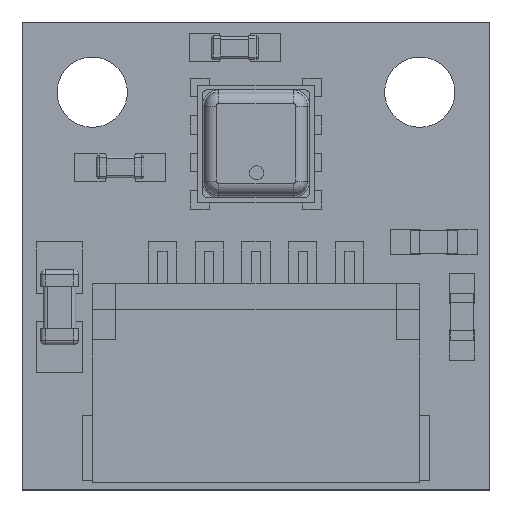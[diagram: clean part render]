
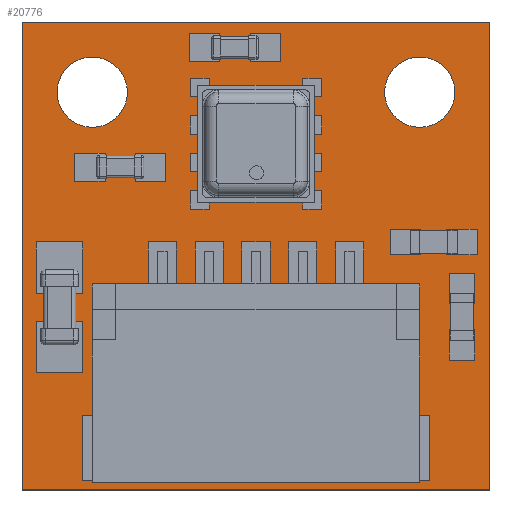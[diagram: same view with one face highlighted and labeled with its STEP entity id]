
A CAD part, top view. The second image highlights one B-rep face of the part: STEP entity #20776.
In plain terms, the highlighted planar face has unit normal (0, 0, 1).
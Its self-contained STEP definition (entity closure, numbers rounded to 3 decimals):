
#20300 = VERTEX_POINT('',#20301);
#20301 = CARTESIAN_POINT('',(15.,10.,0.6));
#20308 = PLANE('',#20309);
#20309 = AXIS2_PLACEMENT_3D('',#20310,#20311,#20312);
#20310 = CARTESIAN_POINT('',(15.,10.,0.));
#20311 = DIRECTION('',(0.,1.,0.));
#20312 = DIRECTION('',(1.,0.,0.));
#20320 = PLANE('',#20321);
#20321 = AXIS2_PLACEMENT_3D('',#20322,#20323,#20324);
#20322 = CARTESIAN_POINT('',(15.,20.,0.));
#20323 = DIRECTION('',(1.,0.,0.));
#20324 = DIRECTION('',(0.,-1.,0.));
#20332 = EDGE_CURVE('',#20300,#20333,#20335,.T.);
#20333 = VERTEX_POINT('',#20334);
#20334 = CARTESIAN_POINT('',(25.,10.,0.6));
#20335 = SURFACE_CURVE('',#20336,(#20340,#20347),.PCURVE_S1.);
#20336 = LINE('',#20337,#20338);
#20337 = CARTESIAN_POINT('',(15.,10.,0.6));
#20338 = VECTOR('',#20339,1.);
#20339 = DIRECTION('',(1.,0.,0.));
#20340 = PCURVE('',#20308,#20341);
#20341 = DEFINITIONAL_REPRESENTATION('',(#20342),#20346);
#20342 = LINE('',#20343,#20344);
#20343 = CARTESIAN_POINT('',(0.,-0.6));
#20344 = VECTOR('',#20345,1.);
#20345 = DIRECTION('',(1.,0.));
#20346 = ( GEOMETRIC_REPRESENTATION_CONTEXT(2) 
PARAMETRIC_REPRESENTATION_CONTEXT() REPRESENTATION_CONTEXT('2D SPACE',''
  ) );
#20347 = PCURVE('',#20348,#20353);
#20348 = PLANE('',#20349);
#20349 = AXIS2_PLACEMENT_3D('',#20350,#20351,#20352);
#20350 = CARTESIAN_POINT('',(20.,15.,0.6));
#20351 = DIRECTION('',(0.,0.,1.));
#20352 = DIRECTION('',(1.,0.,-0.));
#20353 = DEFINITIONAL_REPRESENTATION('',(#20354),#20358);
#20354 = LINE('',#20355,#20356);
#20355 = CARTESIAN_POINT('',(-5.,-5.));
#20356 = VECTOR('',#20357,1.);
#20357 = DIRECTION('',(1.,0.));
#20358 = ( GEOMETRIC_REPRESENTATION_CONTEXT(2) 
PARAMETRIC_REPRESENTATION_CONTEXT() REPRESENTATION_CONTEXT('2D SPACE',''
  ) );
#20376 = PLANE('',#20377);
#20377 = AXIS2_PLACEMENT_3D('',#20378,#20379,#20380);
#20378 = CARTESIAN_POINT('',(25.,10.,0.));
#20379 = DIRECTION('',(-1.,0.,0.));
#20380 = DIRECTION('',(0.,1.,0.));
#20420 = VERTEX_POINT('',#20421);
#20421 = CARTESIAN_POINT('',(15.,20.,0.6));
#20435 = PLANE('',#20436);
#20436 = AXIS2_PLACEMENT_3D('',#20437,#20438,#20439);
#20437 = CARTESIAN_POINT('',(25.,20.,0.));
#20438 = DIRECTION('',(0.,-1.,0.));
#20439 = DIRECTION('',(-1.,0.,0.));
#20447 = EDGE_CURVE('',#20420,#20300,#20448,.T.);
#20448 = SURFACE_CURVE('',#20449,(#20453,#20460),.PCURVE_S1.);
#20449 = LINE('',#20450,#20451);
#20450 = CARTESIAN_POINT('',(15.,20.,0.6));
#20451 = VECTOR('',#20452,1.);
#20452 = DIRECTION('',(0.,-1.,0.));
#20453 = PCURVE('',#20320,#20454);
#20454 = DEFINITIONAL_REPRESENTATION('',(#20455),#20459);
#20455 = LINE('',#20456,#20457);
#20456 = CARTESIAN_POINT('',(0.,-0.6));
#20457 = VECTOR('',#20458,1.);
#20458 = DIRECTION('',(1.,0.));
#20459 = ( GEOMETRIC_REPRESENTATION_CONTEXT(2) 
PARAMETRIC_REPRESENTATION_CONTEXT() REPRESENTATION_CONTEXT('2D SPACE',''
  ) );
#20460 = PCURVE('',#20348,#20461);
#20461 = DEFINITIONAL_REPRESENTATION('',(#20462),#20466);
#20462 = LINE('',#20463,#20464);
#20463 = CARTESIAN_POINT('',(-5.,5.));
#20464 = VECTOR('',#20465,1.);
#20465 = DIRECTION('',(0.,-1.));
#20466 = ( GEOMETRIC_REPRESENTATION_CONTEXT(2) 
PARAMETRIC_REPRESENTATION_CONTEXT() REPRESENTATION_CONTEXT('2D SPACE',''
  ) );
#20494 = EDGE_CURVE('',#20333,#20495,#20497,.T.);
#20495 = VERTEX_POINT('',#20496);
#20496 = CARTESIAN_POINT('',(25.,20.,0.6));
#20497 = SURFACE_CURVE('',#20498,(#20502,#20509),.PCURVE_S1.);
#20498 = LINE('',#20499,#20500);
#20499 = CARTESIAN_POINT('',(25.,10.,0.6));
#20500 = VECTOR('',#20501,1.);
#20501 = DIRECTION('',(0.,1.,0.));
#20502 = PCURVE('',#20376,#20503);
#20503 = DEFINITIONAL_REPRESENTATION('',(#20504),#20508);
#20504 = LINE('',#20505,#20506);
#20505 = CARTESIAN_POINT('',(0.,-0.6));
#20506 = VECTOR('',#20507,1.);
#20507 = DIRECTION('',(1.,0.));
#20508 = ( GEOMETRIC_REPRESENTATION_CONTEXT(2) 
PARAMETRIC_REPRESENTATION_CONTEXT() REPRESENTATION_CONTEXT('2D SPACE',''
  ) );
#20509 = PCURVE('',#20348,#20510);
#20510 = DEFINITIONAL_REPRESENTATION('',(#20511),#20515);
#20511 = LINE('',#20512,#20513);
#20512 = CARTESIAN_POINT('',(5.,-5.));
#20513 = VECTOR('',#20514,1.);
#20514 = DIRECTION('',(0.,1.));
#20515 = ( GEOMETRIC_REPRESENTATION_CONTEXT(2) 
PARAMETRIC_REPRESENTATION_CONTEXT() REPRESENTATION_CONTEXT('2D SPACE',''
  ) );
#20565 = EDGE_CURVE('',#20495,#20420,#20566,.T.);
#20566 = SURFACE_CURVE('',#20567,(#20571,#20578),.PCURVE_S1.);
#20567 = LINE('',#20568,#20569);
#20568 = CARTESIAN_POINT('',(25.,20.,0.6));
#20569 = VECTOR('',#20570,1.);
#20570 = DIRECTION('',(-1.,0.,0.));
#20571 = PCURVE('',#20435,#20572);
#20572 = DEFINITIONAL_REPRESENTATION('',(#20573),#20577);
#20573 = LINE('',#20574,#20575);
#20574 = CARTESIAN_POINT('',(0.,-0.6));
#20575 = VECTOR('',#20576,1.);
#20576 = DIRECTION('',(1.,0.));
#20577 = ( GEOMETRIC_REPRESENTATION_CONTEXT(2) 
PARAMETRIC_REPRESENTATION_CONTEXT() REPRESENTATION_CONTEXT('2D SPACE',''
  ) );
#20578 = PCURVE('',#20348,#20579);
#20579 = DEFINITIONAL_REPRESENTATION('',(#20580),#20584);
#20580 = LINE('',#20581,#20582);
#20581 = CARTESIAN_POINT('',(5.,5.));
#20582 = VECTOR('',#20583,1.);
#20583 = DIRECTION('',(-1.,0.));
#20584 = ( GEOMETRIC_REPRESENTATION_CONTEXT(2) 
PARAMETRIC_REPRESENTATION_CONTEXT() REPRESENTATION_CONTEXT('2D SPACE',''
  ) );
#20621 = CYLINDRICAL_SURFACE('',#20622,0.751);
#20622 = AXIS2_PLACEMENT_3D('',#20623,#20624,#20625);
#20623 = CARTESIAN_POINT('',(16.5,18.5,0.));
#20624 = DIRECTION('',(-0.,-0.,-1.));
#20625 = DIRECTION('',(1.,0.,0.));
#20641 = VERTEX_POINT('',#20642);
#20642 = CARTESIAN_POINT('',(17.251,18.5,0.6));
#20663 = EDGE_CURVE('',#20641,#20641,#20664,.T.);
#20664 = SURFACE_CURVE('',#20665,(#20670,#20677),.PCURVE_S1.);
#20665 = CIRCLE('',#20666,0.751);
#20666 = AXIS2_PLACEMENT_3D('',#20667,#20668,#20669);
#20667 = CARTESIAN_POINT('',(16.5,18.5,0.6));
#20668 = DIRECTION('',(0.,0.,1.));
#20669 = DIRECTION('',(1.,0.,-0.));
#20670 = PCURVE('',#20621,#20671);
#20671 = DEFINITIONAL_REPRESENTATION('',(#20672),#20676);
#20672 = LINE('',#20673,#20674);
#20673 = CARTESIAN_POINT('',(6.283,-0.6));
#20674 = VECTOR('',#20675,1.);
#20675 = DIRECTION('',(-1.,0.));
#20676 = ( GEOMETRIC_REPRESENTATION_CONTEXT(2) 
PARAMETRIC_REPRESENTATION_CONTEXT() REPRESENTATION_CONTEXT('2D SPACE',''
  ) );
#20677 = PCURVE('',#20348,#20678);
#20678 = DEFINITIONAL_REPRESENTATION('',(#20679),#20683);
#20679 = CIRCLE('',#20680,0.751);
#20680 = AXIS2_PLACEMENT_2D('',#20681,#20682);
#20681 = CARTESIAN_POINT('',(-3.5,3.5));
#20682 = DIRECTION('',(1.,0.));
#20683 = ( GEOMETRIC_REPRESENTATION_CONTEXT(2) 
PARAMETRIC_REPRESENTATION_CONTEXT() REPRESENTATION_CONTEXT('2D SPACE',''
  ) );
#20699 = CYLINDRICAL_SURFACE('',#20700,0.751);
#20700 = AXIS2_PLACEMENT_3D('',#20701,#20702,#20703);
#20701 = CARTESIAN_POINT('',(23.5,18.5,0.));
#20702 = DIRECTION('',(-0.,-0.,-1.));
#20703 = DIRECTION('',(1.,0.,0.));
#20719 = VERTEX_POINT('',#20720);
#20720 = CARTESIAN_POINT('',(24.251,18.5,0.6));
#20741 = EDGE_CURVE('',#20719,#20719,#20742,.T.);
#20742 = SURFACE_CURVE('',#20743,(#20748,#20755),.PCURVE_S1.);
#20743 = CIRCLE('',#20744,0.751);
#20744 = AXIS2_PLACEMENT_3D('',#20745,#20746,#20747);
#20745 = CARTESIAN_POINT('',(23.5,18.5,0.6));
#20746 = DIRECTION('',(0.,0.,1.));
#20747 = DIRECTION('',(1.,0.,-0.));
#20748 = PCURVE('',#20699,#20749);
#20749 = DEFINITIONAL_REPRESENTATION('',(#20750),#20754);
#20750 = LINE('',#20751,#20752);
#20751 = CARTESIAN_POINT('',(6.283,-0.6));
#20752 = VECTOR('',#20753,1.);
#20753 = DIRECTION('',(-1.,0.));
#20754 = ( GEOMETRIC_REPRESENTATION_CONTEXT(2) 
PARAMETRIC_REPRESENTATION_CONTEXT() REPRESENTATION_CONTEXT('2D SPACE',''
  ) );
#20755 = PCURVE('',#20348,#20756);
#20756 = DEFINITIONAL_REPRESENTATION('',(#20757),#20761);
#20757 = CIRCLE('',#20758,0.751);
#20758 = AXIS2_PLACEMENT_2D('',#20759,#20760);
#20759 = CARTESIAN_POINT('',(3.5,3.5));
#20760 = DIRECTION('',(1.,0.));
#20761 = ( GEOMETRIC_REPRESENTATION_CONTEXT(2) 
PARAMETRIC_REPRESENTATION_CONTEXT() REPRESENTATION_CONTEXT('2D SPACE',''
  ) );
#20776 = ADVANCED_FACE('',(#20777,#20783,#20786),#20348,.T.);
#20777 = FACE_BOUND('',#20778,.T.);
#20778 = EDGE_LOOP('',(#20779,#20780,#20781,#20782));
#20779 = ORIENTED_EDGE('',*,*,#20332,.T.);
#20780 = ORIENTED_EDGE('',*,*,#20494,.T.);
#20781 = ORIENTED_EDGE('',*,*,#20565,.T.);
#20782 = ORIENTED_EDGE('',*,*,#20447,.T.);
#20783 = FACE_BOUND('',#20784,.T.);
#20784 = EDGE_LOOP('',(#20785));
#20785 = ORIENTED_EDGE('',*,*,#20663,.F.);
#20786 = FACE_BOUND('',#20787,.T.);
#20787 = EDGE_LOOP('',(#20788));
#20788 = ORIENTED_EDGE('',*,*,#20741,.F.);
